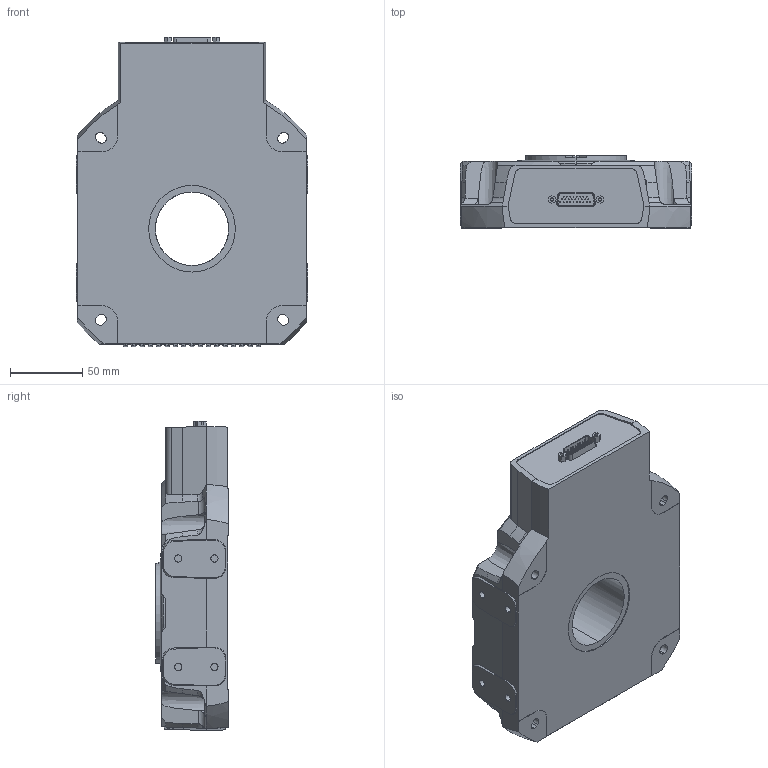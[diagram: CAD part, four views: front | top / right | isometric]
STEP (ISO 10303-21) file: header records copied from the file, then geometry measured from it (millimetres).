
FILE_DESCRIPTION (( 'STEP AP203' ), '1' );
FILE_NAME ('RDQ150-AE57T10A.step', '2025-11-20T22:58:28', ( '' ), ( '' ), 'SwSTEP 2.0', 'SolidWorks 2019', '' );
FILE_SCHEMA (( 'CONFIG_CONTROL_DESIGN' ));
Length unit declared in the file: millimetre
Products named in the file (3): RDQ_base^RDQ_RDQ; RDQ_spindle^RDQ; RDQ150-AE57T10A
Assembly tree (2 placements, depth 2):
  RDQ150-AE57T10A
    RDQ_base^RDQ_RDQ
    RDQ_spindle^RDQ
Bounding box: 160 x 50 x 213.86 mm (x, y, z)
Volume: 1162509.7 mm3; surface area: 125334.4 mm2
Topology: 7 solids, 7 shells, 697 faces, 1716 edges, 1110 vertices
Faces by surface type: plane 382, cylinder 232, cone 59, torus 12, sphere 12
Entity records: 21380 total; most frequent: CARTESIAN_POINT 4481, DIRECTION 3484, ORIENTED_EDGE 3432, EDGE_CURVE 1716, AXIS2_PLACEMENT_3D 1243, VERTEX_POINT 1110, LINE 998, VECTOR 998
